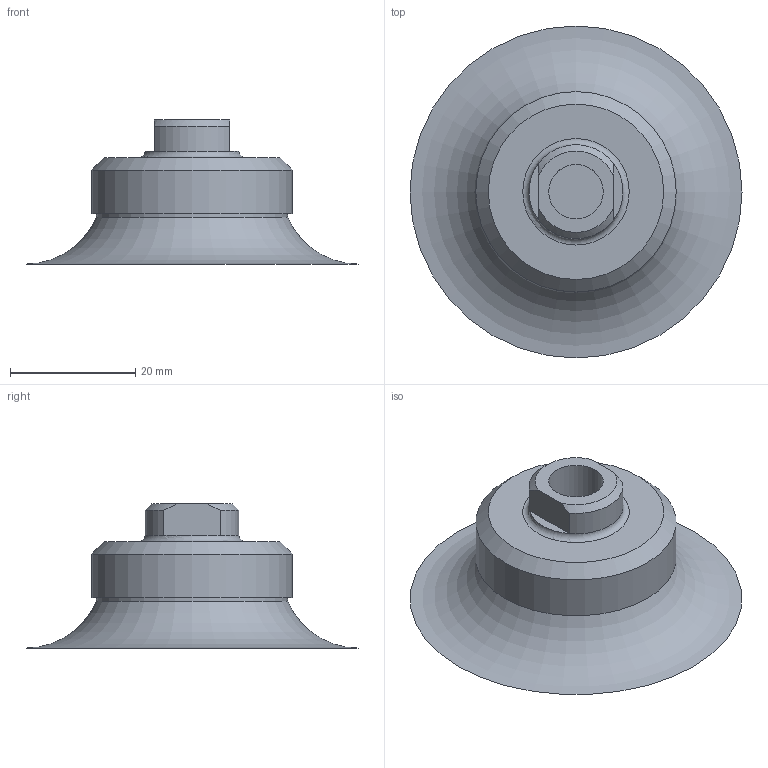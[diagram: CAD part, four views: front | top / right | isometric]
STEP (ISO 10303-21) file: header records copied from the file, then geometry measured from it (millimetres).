
FILE_DESCRIPTION( ( 'Unknown' ), '1' );
FILE_NAME( 'Asm2.stp', 'Unknown', ( 'Unknown' ), ( 'Unknown' ), 'PSStep 17.0.49', 'Unknown', ' ' );
FILE_SCHEMA( ( 'AUTOMOTIVE_DESIGN { 1 0 10303 214 1 1 1 1 }' ) );
Length unit declared in the file: millimetre
Products named in the file (3): Assem1; F50-CONE; 3150145
Assembly tree (2 placements, depth 2):
  Assem1
    F50-CONE
    3150145
Bounding box: 53 x 53 x 23 mm (x, y, z)
Volume: 12035.3 mm3; surface area: 8847.7 mm2
Topology: 2 solids, 2 shells, 29 faces, 54 edges, 34 vertices
Faces by surface type: plane 13, cylinder 9, torus 4, cone 3
Full cylindrical faces by diameter (mm): 8.7 x1, 10 x1, 19 x2, 27 x1, 30.5 x1, 32 x1
Entity records: 934 total; most frequent: DIRECTION 126, CARTESIAN_POINT 114, ORIENTED_EDGE 78, AXIS2_PLACEMENT_3D 59, EDGE_LOOP 48, FACE_OUTER_BOUND 40, EDGE_CURVE 39, VERTEX_POINT 31
